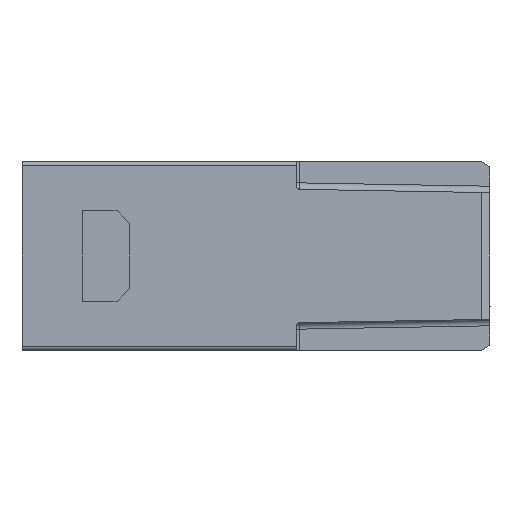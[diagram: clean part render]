
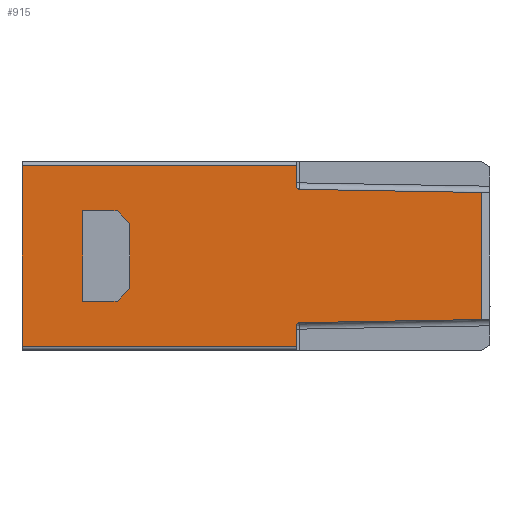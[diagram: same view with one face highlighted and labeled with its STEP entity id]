
A CAD part, left-side view. The second image highlights one B-rep face of the part: STEP entity #915.
In plain terms, the highlighted planar face has unit normal (-1, 0, 0).
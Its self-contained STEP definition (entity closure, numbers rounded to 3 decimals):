
#915=ADVANCED_FACE('',(#3633,#3634),#1375,.T.);
#1375=PLANE('',#10020);
#1732=LINE('',#13775,#2606);
#1799=LINE('',#13983,#2673);
#1806=LINE('',#14004,#2680);
#1811=LINE('',#14022,#2685);
#1860=LINE('',#14269,#2734);
#1863=LINE('',#14286,#2737);
#1867=LINE('',#14315,#2741);
#1888=LINE('',#14359,#2762);
#1889=LINE('',#14361,#2763);
#1892=LINE('',#14367,#2766);
#1893=LINE('',#14369,#2767);
#1894=LINE('',#14371,#2768);
#1895=LINE('',#14373,#2769);
#1896=LINE('',#14374,#2770);
#2606=VECTOR('',#10939,1.);
#2673=VECTOR('',#11150,1.);
#2680=VECTOR('',#11165,1.);
#2685=VECTOR('',#11176,1.);
#2734=VECTOR('',#11279,1.);
#2737=VECTOR('',#11288,1.);
#2741=VECTOR('',#11300,1.);
#2762=VECTOR('',#11335,1.);
#2763=VECTOR('',#11338,1.);
#2766=VECTOR('',#11343,1.);
#2767=VECTOR('',#11344,1.);
#2768=VECTOR('',#11345,1.);
#2769=VECTOR('',#11346,1.);
#2770=VECTOR('',#11347,1.);
#3466=CIRCLE('',#9975,0.3);
#3474=CIRCLE('',#10009,0.3);
#3633=FACE_BOUND('',#3852,.T.);
#3634=FACE_BOUND('',#3853,.T.);
#3852=EDGE_LOOP('',(#5075,#5076,#5077,#5078,#5079,#5080));
#3853=EDGE_LOOP('',(#5081,#5082,#5083,#5084,#5085,#5086,#5087,#5088,#5089,
#5090));
#5075=ORIENTED_EDGE('',*,*,#8528,.F.);
#5076=ORIENTED_EDGE('',*,*,#8529,.F.);
#5077=ORIENTED_EDGE('',*,*,#8532,.T.);
#5078=ORIENTED_EDGE('',*,*,#8533,.T.);
#5079=ORIENTED_EDGE('',*,*,#8534,.T.);
#5080=ORIENTED_EDGE('',*,*,#8535,.T.);
#5081=ORIENTED_EDGE('',*,*,#8417,.F.);
#5082=ORIENTED_EDGE('',*,*,#8424,.F.);
#5083=ORIENTED_EDGE('',*,*,#8420,.T.);
#5084=ORIENTED_EDGE('',*,*,#8496,.T.);
#5085=ORIENTED_EDGE('',*,*,#8408,.T.);
#5086=ORIENTED_EDGE('',*,*,#8536,.T.);
#5087=ORIENTED_EDGE('',*,*,#8306,.F.);
#5088=ORIENTED_EDGE('',*,*,#8501,.T.);
#5089=ORIENTED_EDGE('',*,*,#8505,.T.);
#5090=ORIENTED_EDGE('',*,*,#8507,.T.);
#7324=VERTEX_POINT('',#13774);
#7325=VERTEX_POINT('',#13776);
#7394=VERTEX_POINT('',#13984);
#7395=VERTEX_POINT('',#13985);
#7402=VERTEX_POINT('',#14002);
#7404=VERTEX_POINT('',#14005);
#7406=VERTEX_POINT('',#14011);
#7407=VERTEX_POINT('',#14012);
#7455=VERTEX_POINT('',#14285);
#7456=VERTEX_POINT('',#14311);
#7469=VERTEX_POINT('',#14353);
#7472=VERTEX_POINT('',#14358);
#7473=VERTEX_POINT('',#14362);
#7475=VERTEX_POINT('',#14368);
#7476=VERTEX_POINT('',#14370);
#7477=VERTEX_POINT('',#14372);
#8306=EDGE_CURVE('',#7324,#7325,#1732,.T.);
#8408=EDGE_CURVE('',#7394,#7395,#1799,.T.);
#8417=EDGE_CURVE('',#7402,#7404,#1806,.T.);
#8420=EDGE_CURVE('',#7406,#7407,#3466,.T.);
#8424=EDGE_CURVE('',#7406,#7402,#1811,.T.);
#8496=EDGE_CURVE('',#7407,#7394,#1860,.T.);
#8501=EDGE_CURVE('',#7324,#7455,#1863,.T.);
#8505=EDGE_CURVE('',#7455,#7456,#3474,.T.);
#8507=EDGE_CURVE('',#7456,#7404,#1867,.T.);
#8528=EDGE_CURVE('',#7472,#7469,#1888,.T.);
#8529=EDGE_CURVE('',#7473,#7472,#1889,.T.);
#8532=EDGE_CURVE('',#7473,#7475,#1892,.T.);
#8533=EDGE_CURVE('',#7475,#7476,#1893,.T.);
#8534=EDGE_CURVE('',#7476,#7477,#1894,.T.);
#8535=EDGE_CURVE('',#7477,#7469,#1895,.T.);
#8536=EDGE_CURVE('',#7395,#7325,#1896,.T.);
#9975=AXIS2_PLACEMENT_3D('',#14010,#11170,#11171);
#10009=AXIS2_PLACEMENT_3D('',#14312,#11295,#11296);
#10020=AXIS2_PLACEMENT_3D('',#14375,#11348,#11349);
#10939=DIRECTION('',(0.,1.,0.));
#11150=DIRECTION('',(0.,1.,0.));
#11165=DIRECTION('',(0.,0.,-1.));
#11170=DIRECTION('',(1.,0.,0.));
#11171=DIRECTION('',(0.,0.017,-1.));
#11176=DIRECTION('',(0.,-1.,-0.017));
#11279=DIRECTION('',(0.,0.,1.));
#11288=DIRECTION('',(0.,0.,1.));
#11295=DIRECTION('',(1.,0.,0.));
#11296=DIRECTION('',(0.,1.,0.));
#11300=DIRECTION('',(0.,-1.,0.017));
#11335=DIRECTION('',(0.,0.,-1.));
#11338=DIRECTION('',(0.,1.,0.));
#11343=DIRECTION('',(0.,-0.707,-0.707));
#11344=DIRECTION('',(0.,0.,-1.));
#11345=DIRECTION('',(0.,0.707,-0.707));
#11346=DIRECTION('',(0.,1.,0.));
#11347=DIRECTION('',(0.,0.,-1.));
#11348=DIRECTION('',(-1.,0.,0.));
#11349=DIRECTION('',(0.,0.,1.));
#13774=CARTESIAN_POINT('',(-15.15,15.,-7.));
#13775=CARTESIAN_POINT('',(-15.15,15.,-7.));
#13776=CARTESIAN_POINT('',(-15.15,36.2,-7.));
#13983=CARTESIAN_POINT('',(-15.15,15.,7.));
#13984=CARTESIAN_POINT('',(-15.15,15.,7.));
#13985=CARTESIAN_POINT('',(-15.15,36.2,7.));
#14002=CARTESIAN_POINT('',(-15.15,0.693,4.912));
#14004=CARTESIAN_POINT('',(-15.15,0.693,4.912));
#14005=CARTESIAN_POINT('',(-15.15,0.693,-4.912));
#14010=CARTESIAN_POINT('',(-15.15,14.7,5.457));
#14011=CARTESIAN_POINT('',(-15.15,14.705,5.157));
#14012=CARTESIAN_POINT('',(-15.15,15.,5.457));
#14022=CARTESIAN_POINT('',(-15.15,14.705,5.157));
#14269=CARTESIAN_POINT('',(-15.15,15.,5.457));
#14285=CARTESIAN_POINT('',(-15.15,15.,-5.457));
#14286=CARTESIAN_POINT('',(-15.15,15.,-7.));
#14311=CARTESIAN_POINT('',(-15.15,14.705,-5.157));
#14312=CARTESIAN_POINT('',(-15.15,14.7,-5.457));
#14315=CARTESIAN_POINT('',(-15.15,14.705,-5.157));
#14353=CARTESIAN_POINT('',(-15.15,31.5,-3.5));
#14358=CARTESIAN_POINT('',(-15.15,31.5,3.5));
#14359=CARTESIAN_POINT('',(-15.15,31.5,3.5));
#14361=CARTESIAN_POINT('',(-15.15,28.85,3.5));
#14362=CARTESIAN_POINT('',(-15.15,28.85,3.5));
#14367=CARTESIAN_POINT('',(-15.15,28.85,3.5));
#14368=CARTESIAN_POINT('',(-15.15,27.85,2.5));
#14369=CARTESIAN_POINT('',(-15.15,27.85,2.5));
#14370=CARTESIAN_POINT('',(-15.15,27.85,-2.5));
#14371=CARTESIAN_POINT('',(-15.15,27.85,-2.5));
#14372=CARTESIAN_POINT('',(-15.15,28.85,-3.5));
#14373=CARTESIAN_POINT('',(-15.15,28.85,-3.5));
#14374=CARTESIAN_POINT('',(-15.15,36.2,7.));
#14375=CARTESIAN_POINT('',(-15.15,0.,-7.3));
